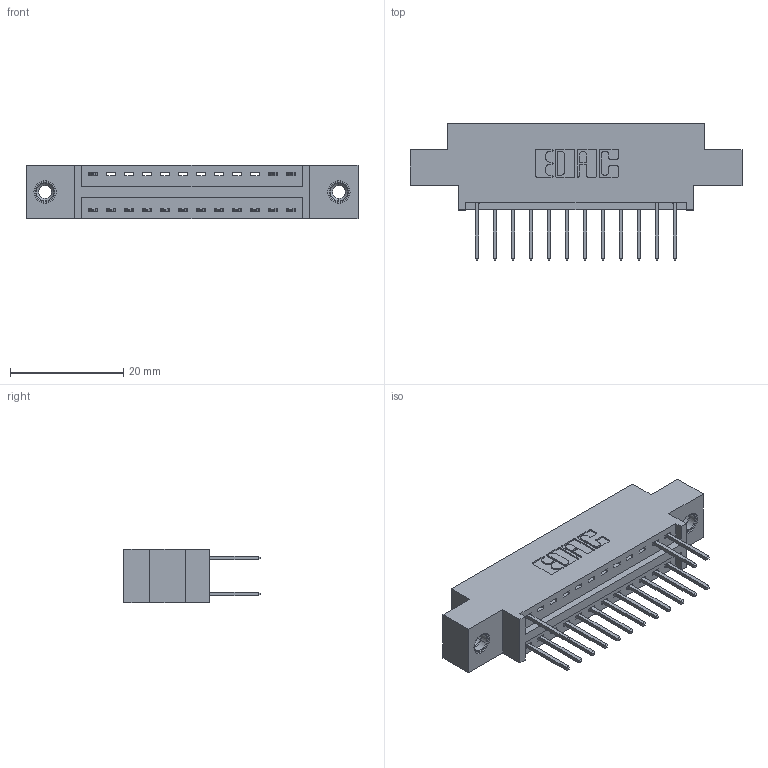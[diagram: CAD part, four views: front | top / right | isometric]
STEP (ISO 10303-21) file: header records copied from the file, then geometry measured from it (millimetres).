
FILE_DESCRIPTION (( 'STEP AP203' ), '1' );
FILE_NAME ('346-024-526-808.STEP', '2018-08-21T03:36:35', ( '' ), ( '' ), 'SwSTEP 2.0', 'SolidWorks 2016', '' );
FILE_SCHEMA (( 'CONFIG_CONTROL_DESIGN' ));
Length unit declared in the file: inch
Products named in the file (4): 345-250-001_345-250-003-102; 346-024-526-808; 346 Part_0.170 Offset - 0.156 Dia-TI; 345-292-001_345-293-126
Assembly tree (18 placements, depth 2):
  346-024-526-808
    346 Part_0.170 Offset - 0.156 Dia-TI
    345-292-001_345-293-126  x15
    345-250-001_345-250-003-102  x2
Bounding box: 58.67 x 24.13 x 9.4 mm (x, y, z)
Volume: 5270.9 mm3; surface area: 6616.4 mm2
Topology: 18 solids, 18 shells, 1020 faces, 2991 edges, 1966 vertices
Faces by surface type: plane 682, cylinder 322, cone 12, torus 4
Entity records: 12918 total; most frequent: CARTESIAN_POINT 2194, ORIENTED_EDGE 2130, DIRECTION 2001, EDGE_CURVE 1065, VECTOR 865, LINE 865, VERTEX_POINT 704, AXIS2_PLACEMENT_3D 568
